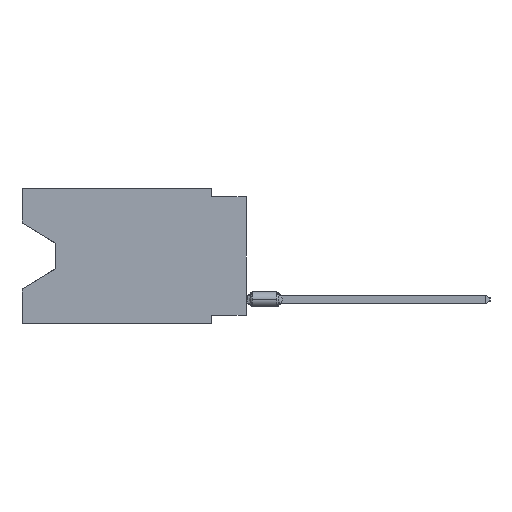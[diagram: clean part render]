
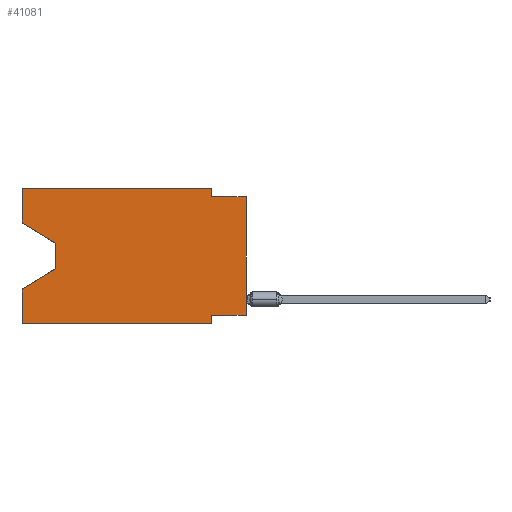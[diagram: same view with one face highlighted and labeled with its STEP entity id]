
A CAD part, left-side view. The second image highlights one B-rep face of the part: STEP entity #41081.
In plain terms, the highlighted planar face has unit normal (-1, 0, 0).
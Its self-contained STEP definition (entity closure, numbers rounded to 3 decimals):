
#255 = FACE_OUTER_BOUND ( 'NONE', #3683, .T. ) ;
#491 = ORIENTED_EDGE ( 'NONE', *, *, #40230, .T. ) ;
#931 = VERTEX_POINT ( 'NONE', #3387 ) ;
#2626 = EDGE_CURVE ( 'NONE', #8286, #41950, #33459, .T. ) ;
#2824 = DIRECTION ( 'NONE',  ( 0., -1., 0. ) ) ;
#2874 = LINE ( 'NONE', #49868, #19750 ) ;
#3387 = CARTESIAN_POINT ( 'NONE',  ( 0., 16.383, -2.546 ) ) ;
#3683 = EDGE_LOOP ( 'NONE', ( #20141, #21817, #491, #27861, #43489, #44571, #14337, #29304, #20562, #45651, #17290, #43811 ) ) ;
#3896 = EDGE_CURVE ( 'NONE', #55550, #45065, #31463, .T. ) ;
#3956 = VERTEX_POINT ( 'NONE', #31180 ) ;
#4366 = CARTESIAN_POINT ( 'NONE',  ( 0., 16.383, -9.906 ) ) ;
#4520 = CARTESIAN_POINT ( 'NONE',  ( 0., 13.97, -5.893 ) ) ;
#4846 = CARTESIAN_POINT ( 'NONE',  ( 0., 2.54, -9.906 ) ) ;
#5452 = DIRECTION ( 'NONE',  ( 0., 0., -1. ) ) ;
#6571 = DIRECTION ( 'NONE',  ( 0., -1., 0. ) ) ;
#7631 = CARTESIAN_POINT ( 'NONE',  ( 0., 2.54, -9.906 ) ) ;
#7895 = VECTOR ( 'NONE', #5452, 1000. ) ;
#8239 = VERTEX_POINT ( 'NONE', #28307 ) ;
#8286 = VERTEX_POINT ( 'NONE', #21377 ) ;
#8880 = DIRECTION ( 'NONE',  ( 0., 0., 1. ) ) ;
#9508 = EDGE_CURVE ( 'NONE', #8239, #53019, #2874, .T. ) ;
#10829 = VECTOR ( 'NONE', #19521, 1000. ) ;
#10848 = VERTEX_POINT ( 'NONE', #32859 ) ;
#12317 = VERTEX_POINT ( 'NONE', #39566 ) ;
#12540 = AXIS2_PLACEMENT_3D ( 'NONE', #35174, #52943, #32301 ) ;
#14316 = DIRECTION ( 'NONE',  ( 0., -1., 0. ) ) ;
#14318 = DIRECTION ( 'NONE',  ( 0., -0.855, -0.519 ) ) ;
#14337 = ORIENTED_EDGE ( 'NONE', *, *, #35481, .F. ) ;
#15523 = CARTESIAN_POINT ( 'NONE',  ( 0., 0., 0. ) ) ;
#16944 = VECTOR ( 'NONE', #8880, 1000. ) ;
#17107 = CARTESIAN_POINT ( 'NONE',  ( 0., 0., -0.635 ) ) ;
#17290 = ORIENTED_EDGE ( 'NONE', *, *, #23572, .F. ) ;
#18985 = LINE ( 'NONE', #53665, #52610 ) ;
#19521 = DIRECTION ( 'NONE',  ( 0., 0., 1. ) ) ;
#19750 = VECTOR ( 'NONE', #37524, 1000. ) ;
#20141 = ORIENTED_EDGE ( 'NONE', *, *, #24124, .T. ) ;
#20562 = ORIENTED_EDGE ( 'NONE', *, *, #2626, .F. ) ;
#21377 = CARTESIAN_POINT ( 'NONE',  ( 0., 2.54, -0.635 ) ) ;
#21817 = ORIENTED_EDGE ( 'NONE', *, *, #9508, .T. ) ;
#22424 = CARTESIAN_POINT ( 'NONE',  ( 0., 13.97, -5.893 ) ) ;
#22889 = VECTOR ( 'NONE', #2824, 1000. ) ;
#23572 = EDGE_CURVE ( 'NONE', #48157, #12317, #41518, .T. ) ;
#23766 = CARTESIAN_POINT ( 'NONE',  ( 0., 16.383, 0. ) ) ;
#24124 = EDGE_CURVE ( 'NONE', #931, #8239, #53261, .T. ) ;
#27192 = EDGE_CURVE ( 'NONE', #931, #48157, #30642, .T. ) ;
#27270 = CARTESIAN_POINT ( 'NONE',  ( 0., 16.383, 0. ) ) ;
#27318 = DIRECTION ( 'NONE',  ( 0., 1., 0. ) ) ;
#27420 = EDGE_CURVE ( 'NONE', #32942, #45065, #36064, .T. ) ;
#27483 = CARTESIAN_POINT ( 'NONE',  ( 0., 16.383, 0. ) ) ;
#27861 = ORIENTED_EDGE ( 'NONE', *, *, #48590, .F. ) ;
#28307 = CARTESIAN_POINT ( 'NONE',  ( 0., 13.97, -4.013 ) ) ;
#29304 = ORIENTED_EDGE ( 'NONE', *, *, #44709, .T. ) ;
#29521 = CARTESIAN_POINT ( 'NONE',  ( 0., 16.383, 0. ) ) ;
#30642 = LINE ( 'NONE', #29521, #16944 ) ;
#31180 = CARTESIAN_POINT ( 'NONE',  ( 0., 16.383, -7.36 ) ) ;
#31202 = LINE ( 'NONE', #53840, #7895 ) ;
#31303 = LINE ( 'NONE', #22424, #36868 ) ;
#31463 = LINE ( 'NONE', #4846, #33027 ) ;
#31487 = DIRECTION ( 'NONE',  ( 0., 0., 1. ) ) ;
#32301 = DIRECTION ( 'NONE',  ( 0., 0., -1. ) ) ;
#32315 = DIRECTION ( 'NONE',  ( 0., 0., -1. ) ) ;
#32859 = CARTESIAN_POINT ( 'NONE',  ( 0., 0., -9.271 ) ) ;
#32942 = VERTEX_POINT ( 'NONE', #4366 ) ;
#33027 = VECTOR ( 'NONE', #32315, 1000. ) ;
#33266 = LINE ( 'NONE', #15523, #10829 ) ;
#33459 = LINE ( 'NONE', #17107, #22889 ) ;
#35174 = CARTESIAN_POINT ( 'NONE',  ( 0., 16.383, 0. ) ) ;
#35320 = DIRECTION ( 'NONE',  ( 0., 0.855, -0.519 ) ) ;
#35481 = EDGE_CURVE ( 'NONE', #10848, #55550, #18985, .T. ) ;
#36064 = LINE ( 'NONE', #48417, #38899 ) ;
#36868 = VECTOR ( 'NONE', #35320, 1000. ) ;
#37333 = CARTESIAN_POINT ( 'NONE',  ( 0., 2.54, -9.271 ) ) ;
#37524 = DIRECTION ( 'NONE',  ( 0., 0., -1. ) ) ;
#38899 = VECTOR ( 'NONE', #14316, 1000. ) ;
#39213 = PLANE ( 'NONE',  #12540 ) ;
#39566 = CARTESIAN_POINT ( 'NONE',  ( 0., 2.54, 0. ) ) ;
#40230 = EDGE_CURVE ( 'NONE', #53019, #3956, #31303, .T. ) ;
#41081 = ADVANCED_FACE ( 'NONE', ( #255 ), #39213, .F. ) ;
#41518 = LINE ( 'NONE', #23766, #56427 ) ;
#41950 = VERTEX_POINT ( 'NONE', #42672 ) ;
#42672 = CARTESIAN_POINT ( 'NONE',  ( 0., 0., -0.635 ) ) ;
#43489 = ORIENTED_EDGE ( 'NONE', *, *, #27420, .T. ) ;
#43811 = ORIENTED_EDGE ( 'NONE', *, *, #27192, .F. ) ;
#44571 = ORIENTED_EDGE ( 'NONE', *, *, #3896, .F. ) ;
#44709 = EDGE_CURVE ( 'NONE', #10848, #41950, #33266, .T. ) ;
#45065 = VERTEX_POINT ( 'NONE', #7631 ) ;
#45651 = ORIENTED_EDGE ( 'NONE', *, *, #47242, .F. ) ;
#47242 = EDGE_CURVE ( 'NONE', #12317, #8286, #31202, .T. ) ;
#48157 = VERTEX_POINT ( 'NONE', #27270 ) ;
#48417 = CARTESIAN_POINT ( 'NONE',  ( 0., 16.383, -9.906 ) ) ;
#48590 = EDGE_CURVE ( 'NONE', #32942, #3956, #48685, .T. ) ;
#48685 = LINE ( 'NONE', #27483, #51498 ) ;
#49868 = CARTESIAN_POINT ( 'NONE',  ( 0., 13.97, -4.013 ) ) ;
#49943 = VECTOR ( 'NONE', #14318, 1000. ) ;
#51498 = VECTOR ( 'NONE', #31487, 1000. ) ;
#52610 = VECTOR ( 'NONE', #27318, 1000. ) ;
#52943 = DIRECTION ( 'NONE',  ( 1., 0., 0. ) ) ;
#53019 = VERTEX_POINT ( 'NONE', #4520 ) ;
#53261 = LINE ( 'NONE', #53563, #49943 ) ;
#53563 = CARTESIAN_POINT ( 'NONE',  ( 0., 16.383, -2.546 ) ) ;
#53665 = CARTESIAN_POINT ( 'NONE',  ( 0., 0., -9.271 ) ) ;
#53840 = CARTESIAN_POINT ( 'NONE',  ( 0., 2.54, 0. ) ) ;
#55550 = VERTEX_POINT ( 'NONE', #37333 ) ;
#56427 = VECTOR ( 'NONE', #6571, 1000. ) ;
